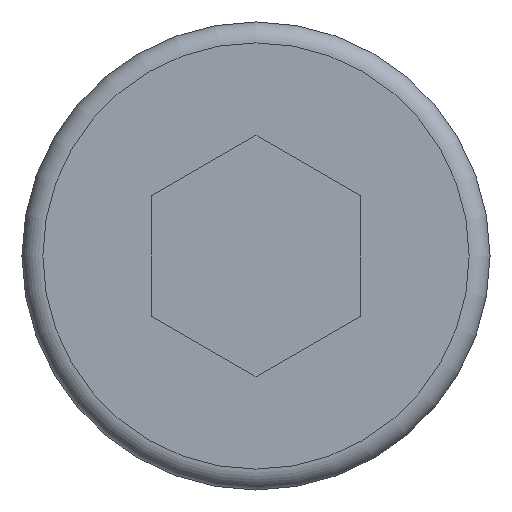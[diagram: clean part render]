
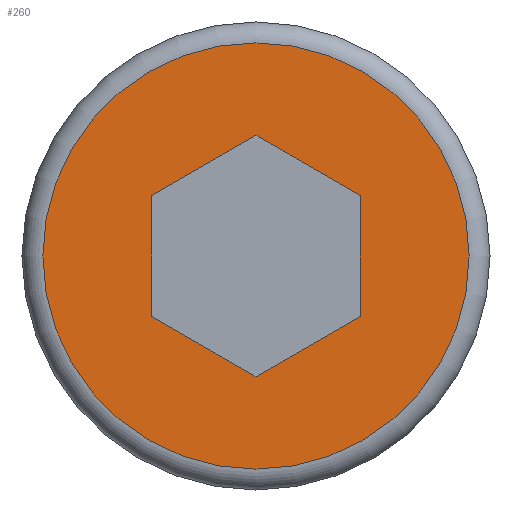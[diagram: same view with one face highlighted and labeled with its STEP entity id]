
A CAD part, front view. The second image highlights one B-rep face of the part: STEP entity #260.
In plain terms, the highlighted planar face has unit normal (0, -1, 0).
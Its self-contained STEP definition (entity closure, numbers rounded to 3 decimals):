
#16=FACE_BOUND('',#93,.T.);
#19=LINE('',#439,#39);
#20=LINE('',#441,#40);
#21=LINE('',#443,#41);
#22=LINE('',#445,#42);
#23=LINE('',#447,#43);
#24=LINE('',#448,#44);
#39=VECTOR('',#365,10.);
#40=VECTOR('',#366,10.);
#41=VECTOR('',#367,10.);
#42=VECTOR('',#368,10.);
#43=VECTOR('',#369,10.);
#44=VECTOR('',#370,10.);
#61=PLANE('',#305);
#76=FACE_OUTER_BOUND('',#92,.T.);
#92=EDGE_LOOP('',(#212,#213));
#93=EDGE_LOOP('',(#214,#215,#216,#217,#218,#219));
#115=CIRCLE('',#303,2.55);
#116=CIRCLE('',#304,2.55);
#128=VERTEX_POINT('',#431);
#129=VERTEX_POINT('',#433);
#130=VERTEX_POINT('',#437);
#131=VERTEX_POINT('',#438);
#132=VERTEX_POINT('',#440);
#133=VERTEX_POINT('',#442);
#134=VERTEX_POINT('',#444);
#135=VERTEX_POINT('',#446);
#158=EDGE_CURVE('',#128,#129,#115,.T.);
#159=EDGE_CURVE('',#129,#128,#116,.T.);
#160=EDGE_CURVE('',#130,#131,#19,.T.);
#161=EDGE_CURVE('',#131,#132,#20,.T.);
#162=EDGE_CURVE('',#132,#133,#21,.T.);
#163=EDGE_CURVE('',#133,#134,#22,.T.);
#164=EDGE_CURVE('',#134,#135,#23,.T.);
#165=EDGE_CURVE('',#135,#130,#24,.T.);
#212=ORIENTED_EDGE('',*,*,#159,.F.);
#213=ORIENTED_EDGE('',*,*,#158,.F.);
#214=ORIENTED_EDGE('',*,*,#160,.T.);
#215=ORIENTED_EDGE('',*,*,#161,.T.);
#216=ORIENTED_EDGE('',*,*,#162,.T.);
#217=ORIENTED_EDGE('',*,*,#163,.T.);
#218=ORIENTED_EDGE('',*,*,#164,.T.);
#219=ORIENTED_EDGE('',*,*,#165,.T.);
#260=ADVANCED_FACE('',(#76,#16),#61,.F.);
#303=AXIS2_PLACEMENT_3D('',#434,#359,#360);
#304=AXIS2_PLACEMENT_3D('',#435,#361,#362);
#305=AXIS2_PLACEMENT_3D('',#436,#363,#364);
#359=DIRECTION('center_axis',(0.,1.,0.));
#360=DIRECTION('ref_axis',(1.,0.,0.));
#361=DIRECTION('center_axis',(0.,1.,0.));
#362=DIRECTION('ref_axis',(1.,0.,0.));
#363=DIRECTION('center_axis',(0.,1.,0.));
#364=DIRECTION('ref_axis',(1.,0.,0.));
#365=DIRECTION('',(0.866,0.,-0.5));
#366=DIRECTION('',(0.,0.,-1.));
#367=DIRECTION('',(-0.866,0.,-0.5));
#368=DIRECTION('',(-0.866,0.,0.5));
#369=DIRECTION('',(0.,0.,1.));
#370=DIRECTION('',(0.866,0.,0.5));
#431=CARTESIAN_POINT('',(0.,0.,-2.55));
#433=CARTESIAN_POINT('',(-2.55,0.,0.));
#434=CARTESIAN_POINT('Origin',(0.,0.,0.));
#435=CARTESIAN_POINT('Origin',(0.,0.,0.));
#436=CARTESIAN_POINT('Origin',(0.,0.,0.));
#437=CARTESIAN_POINT('',(0.,0.,1.443));
#438=CARTESIAN_POINT('',(1.25,0.,0.722));
#439=CARTESIAN_POINT('',(0.312,0.,1.263));
#440=CARTESIAN_POINT('',(1.25,0.,-0.722));
#441=CARTESIAN_POINT('',(1.25,0.,0.361));
#442=CARTESIAN_POINT('',(0.,0.,-1.443));
#443=CARTESIAN_POINT('',(0.938,0.,-0.902));
#444=CARTESIAN_POINT('',(-1.25,0.,-0.722));
#445=CARTESIAN_POINT('',(-0.313,0.,-1.263));
#446=CARTESIAN_POINT('',(-1.25,0.,0.722));
#447=CARTESIAN_POINT('',(-1.25,0.,-0.361));
#448=CARTESIAN_POINT('',(-0.938,0.,0.902));
